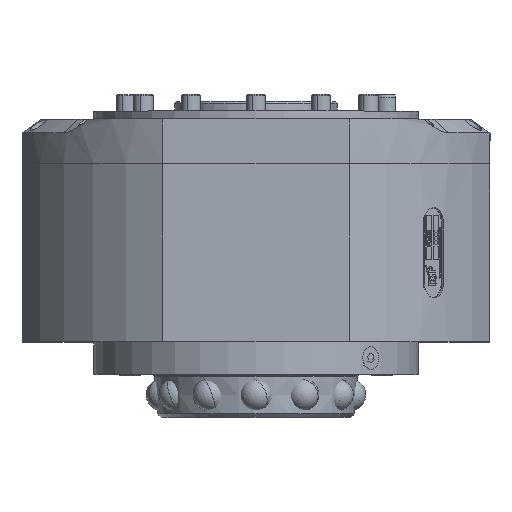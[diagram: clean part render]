
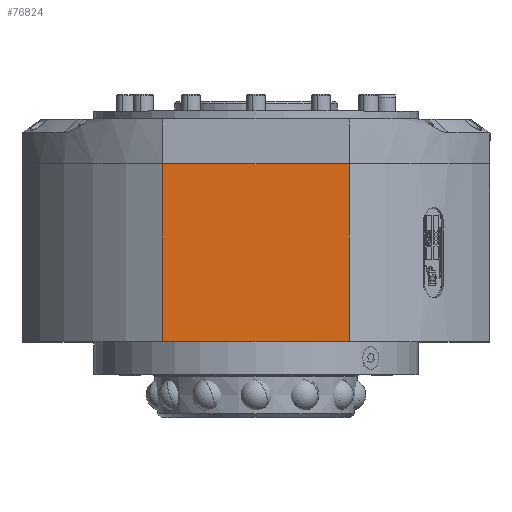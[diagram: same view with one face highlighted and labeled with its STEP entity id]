
A CAD part, top view. The second image highlights one B-rep face of the part: STEP entity #76824.
In plain terms, the highlighted planar face has unit normal (0, 0, 1).
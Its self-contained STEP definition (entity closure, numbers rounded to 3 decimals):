
#1995 = DIRECTION ( 'NONE',  ( 0., 0., 1. ) ) ;
#2405 = VECTOR ( 'NONE', #79648, 1000. ) ;
#6046 = DIRECTION ( 'NONE',  ( -1., 0., 0. ) ) ;
#10128 = DIRECTION ( 'NONE',  ( 0., 1., 0. ) ) ;
#14810 = CARTESIAN_POINT ( 'NONE',  ( -57.35, -142., 144. ) ) ;
#16890 = CARTESIAN_POINT ( 'NONE',  ( -57.35, -8.742, 144. ) ) ;
#17712 = EDGE_CURVE ( 'NONE', #80035, #82482, #28343, .T. ) ;
#18019 = CARTESIAN_POINT ( 'NONE',  ( 57.35, -8.742, 144. ) ) ;
#27229 = AXIS2_PLACEMENT_3D ( 'NONE', #72726, #1995, #57183 ) ;
#28343 = LINE ( 'NONE', #16890, #2405 ) ;
#28395 = LINE ( 'NONE', #45234, #70369 ) ;
#30766 = VECTOR ( 'NONE', #10128, 1000. ) ;
#33534 = VECTOR ( 'NONE', #81468, 1000. ) ;
#33736 = ORIENTED_EDGE ( 'NONE', *, *, #17712, .T. ) ;
#34207 = CARTESIAN_POINT ( 'NONE',  ( -144., -142., 144. ) ) ;
#35983 = LINE ( 'NONE', #34207, #33534 ) ;
#42700 = EDGE_CURVE ( 'NONE', #82482, #65074, #35983, .T. ) ;
#44480 = EDGE_CURVE ( 'NONE', #65074, #81819, #49256, .T. ) ;
#45234 = CARTESIAN_POINT ( 'NONE',  ( 0., -32.5, 144. ) ) ;
#49118 = CARTESIAN_POINT ( 'NONE',  ( 57.35, -32.5, 144. ) ) ;
#49209 = PLANE ( 'NONE',  #27229 ) ;
#49256 = LINE ( 'NONE', #18019, #30766 ) ;
#51422 = FACE_OUTER_BOUND ( 'NONE', #85102, .T. ) ;
#57183 = DIRECTION ( 'NONE',  ( 1., 0., 0. ) ) ;
#64974 = EDGE_CURVE ( 'NONE', #81819, #80035, #28395, .T. ) ;
#65074 = VERTEX_POINT ( 'NONE', #78081 ) ;
#70369 = VECTOR ( 'NONE', #6046, 1000. ) ;
#72726 = CARTESIAN_POINT ( 'NONE',  ( -144., -142., 144. ) ) ;
#76824 = ADVANCED_FACE ( 'NONE', ( #51422 ), #49209, .T. ) ;
#78081 = CARTESIAN_POINT ( 'NONE',  ( 57.35, -142., 144. ) ) ;
#78962 = ORIENTED_EDGE ( 'NONE', *, *, #42700, .T. ) ;
#78975 = ORIENTED_EDGE ( 'NONE', *, *, #44480, .T. ) ;
#79648 = DIRECTION ( 'NONE',  ( 0., -1., 0. ) ) ;
#80035 = VERTEX_POINT ( 'NONE', #96161 ) ;
#81468 = DIRECTION ( 'NONE',  ( 1., 0., 0. ) ) ;
#81819 = VERTEX_POINT ( 'NONE', #49118 ) ;
#82482 = VERTEX_POINT ( 'NONE', #14810 ) ;
#85102 = EDGE_LOOP ( 'NONE', ( #78975, #93343, #33736, #78962 ) ) ;
#93343 = ORIENTED_EDGE ( 'NONE', *, *, #64974, .T. ) ;
#96161 = CARTESIAN_POINT ( 'NONE',  ( -57.35, -32.5, 144. ) ) ;
